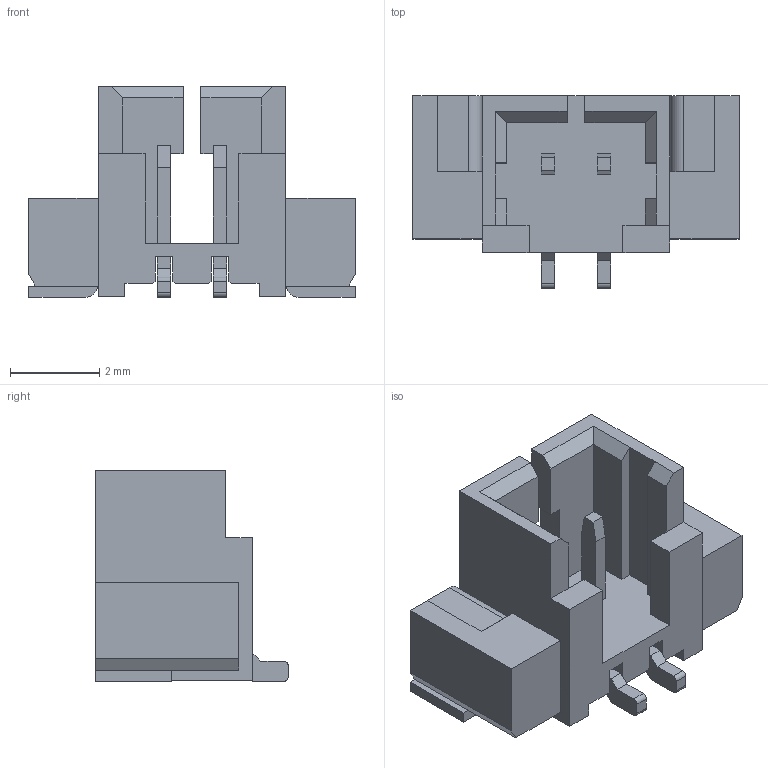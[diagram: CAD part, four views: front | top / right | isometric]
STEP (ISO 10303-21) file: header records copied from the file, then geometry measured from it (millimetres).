
FILE_DESCRIPTION (( 'STEP AP214' ), '1' );
FILE_NAME ('CONN-SMD_HC-1.25-2PLT.step', '2022-08-01T07:38:41', ( '' ), ( '' ), 'SwSTEP 2.0', 'SolidWorks 2020', '' );
FILE_SCHEMA (( 'AUTOMOTIVE_DESIGN' ));
Length unit declared in the file: millimetre
Products named in the file (1): CONN-SMD_HC-1.25-2PLT
Bounding box: 7.3 x 4.3 x 4.71 mm (x, y, z)
Volume: 47.9 mm3; surface area: 223.1 mm2
Topology: 16 solids, 16 shells, 433 faces, 1161 edges, 768 vertices
Faces by surface type: plane 307, bspline 112, cylinder 14
Entity records: 19489 total; most frequent: CARTESIAN_POINT 4453, ORIENTED_EDGE 2322, DIRECTION 1603, EDGE_CURVE 1161, LINE 903, VECTOR 903, VERTEX_POINT 768, EDGE_LOOP 453
